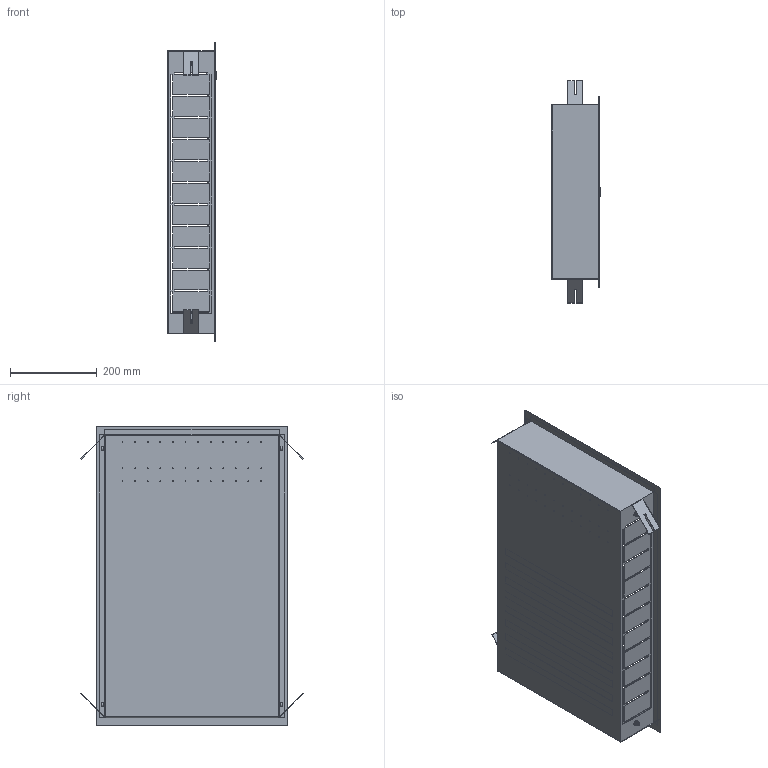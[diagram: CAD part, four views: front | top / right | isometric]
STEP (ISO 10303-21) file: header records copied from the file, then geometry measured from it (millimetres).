
FILE_DESCRIPTION(('CATIA V5 STEP Exchange','CAx-IF Rec.Pracs.--- Model Styling and Organization---1.4--- 2014-01-23','CAx-IF Rec.Pracs.---3D Tessellated Data Validation Properties---0.5---2014-09-14'),'2;1');
FILE_NAME('STEP_755604_-_TST.stp','2020-05-22T16:07:01+00:00',('none'),('none'),'CATIA Version 5-6 Release 2019 SP3','CATIA V5 STEP AP242 v1','none');
FILE_SCHEMA(('AP242_MANAGED_MODEL_BASED_3D_ENGINEERING_MIM_LF {1 0 10303 442 1 1 4}'));
Length unit declared in the file: millimetre
Products named in the file (1): 755604 - TST
Bounding box: 114.2 x 512.31 x 690 mm (x, y, z)
Volume: 690758.6 mm3; surface area: 1206470.9 mm2
Topology: 2 solids, 7 shells, 1013 faces, 2765 edges, 1785 vertices
Faces by surface type: plane 500, cylinder 335, torus 90, bspline 44, cone 42, sphere 2
Entity records: 36135 total; most frequent: CARTESIAN_POINT 12020, ORIENTED_EDGE 5526, DIRECTION 3529, EDGE_CURVE 2763, VERTEX_POINT 1785, VECTOR 1687, LINE 1687, AXIS2_PLACEMENT_3D 1291
